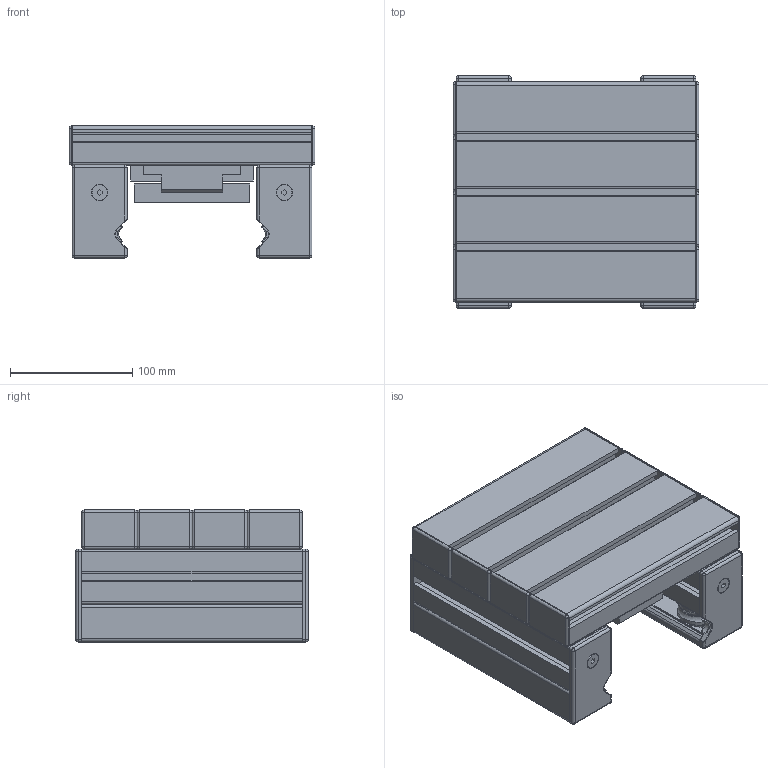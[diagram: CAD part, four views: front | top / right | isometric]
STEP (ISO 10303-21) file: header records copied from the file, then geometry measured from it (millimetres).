
FILE_DESCRIPTION(/* description */ ('Záslepka profilu'),/* implementation_level */ '2;1');
FILE_NAME(/* name */ '803290.stp',/* time_stamp */ '2013-12-16T08:00:26+01:00',/* author */ ('AlutecKK'),/* organization */ (''),/* preprocessor_version */ 'ST-DEVELOPER v15.2',/* originating_system */ 'Autodesk Inventor 2014',/* authorisation */ '');
FILE_SCHEMA (('AUTOMOTIVE_DESIGN { 1 0 10303 214 3 1 1 }'));
Length unit declared in the file: millimetre
Products named in the file (25): 223245; 321309-LV; 801204; 801205; 801231-I; 801231-II; 801231-III; 801231-IV; 801231; 801232-I; 801231-32-III; 801231-32-II; 801231-32-IV; 801232; 801235; 801845-04; 803245-02; 803290-01; NAP50AT10_001; NAP50AT10_002; NAP50AT10; DISTC50; Deska N50; 803290
Bounding box: 201 x 190 x 107.9 mm (x, y, z)
Volume: 1220625.7 mm3; surface area: 702763.4 mm2
Topology: 58 solids, 58 shells, 2176 faces, 5376 edges, 3172 vertices
Faces by surface type: plane 1100, cylinder 794, cone 114, torus 92, sphere 64, bspline 12
Full cylindrical faces by diameter (mm): 6.647 x8, 7.2 x6, 8 x10, 8.2 x4, 8.4 x4, 11.4 x4, 12 x8, 13 x6, 13.5 x6, 18 x8, 18.4 x8, 24 x8, 35 x8
Entity records: 31772 total; most frequent: CARTESIAN_POINT 7678, DIRECTION 5128, ORIENTED_EDGE 4722, EDGE_CURVE 2329, AXIS2_PLACEMENT_3D 1835, VERTEX_POINT 1497, LINE 1458, VECTOR 1458
